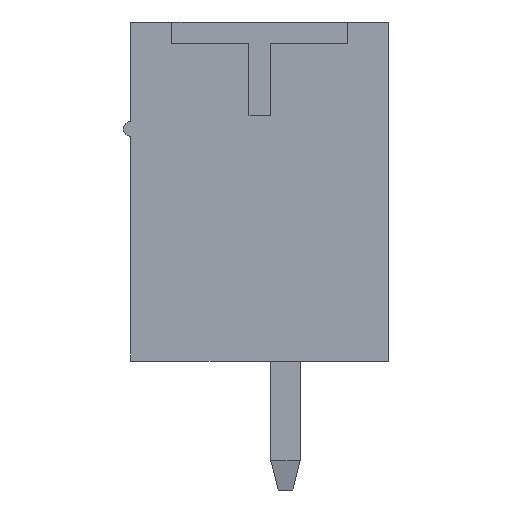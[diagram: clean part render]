
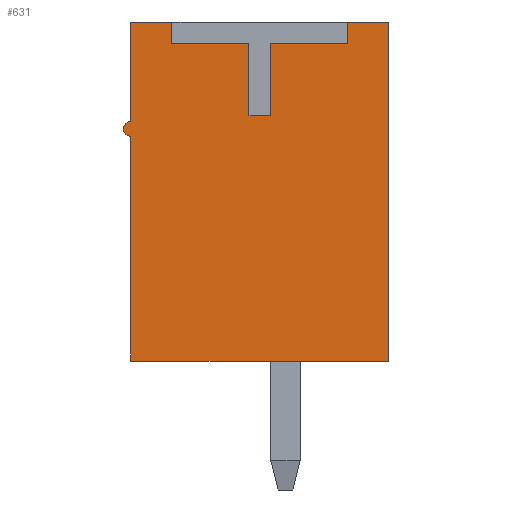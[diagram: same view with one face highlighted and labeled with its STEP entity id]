
A CAD part, left-side view. The second image highlights one B-rep face of the part: STEP entity #631.
In plain terms, the highlighted planar face has unit normal (-1, 0, 0).
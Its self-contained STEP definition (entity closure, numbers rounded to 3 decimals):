
#631 = ADVANCED_FACE( '', ( #1378 ), #1379, .F. );
#1378 = FACE_OUTER_BOUND( '', #2274, .T. );
#1379 = PLANE( '', #2275 );
#2274 = EDGE_LOOP( '', ( #3870, #3871, #3872, #3873, #3874, #3875, #3876, #3877, #3878, #3879, #3880, #3881, #3882, #3883 ) );
#2275 = AXIS2_PLACEMENT_3D( '', #3884, #3885, #3886 );
#3870 = ORIENTED_EDGE( '', *, *, #6101, .F. );
#3871 = ORIENTED_EDGE( '', *, *, #6102, .T. );
#3872 = ORIENTED_EDGE( '', *, *, #5864, .T. );
#3873 = ORIENTED_EDGE( '', *, *, #6103, .T. );
#3874 = ORIENTED_EDGE( '', *, *, #6104, .T. );
#3875 = ORIENTED_EDGE( '', *, *, #6054, .T. );
#3876 = ORIENTED_EDGE( '', *, *, #5962, .T. );
#3877 = ORIENTED_EDGE( '', *, *, #6105, .T. );
#3878 = ORIENTED_EDGE( '', *, *, #6106, .F. );
#3879 = ORIENTED_EDGE( '', *, *, #5870, .T. );
#3880 = ORIENTED_EDGE( '', *, *, #5663, .T. );
#3881 = ORIENTED_EDGE( '', *, *, #6011, .T. );
#3882 = ORIENTED_EDGE( '', *, *, #5523, .F. );
#3883 = ORIENTED_EDGE( '', *, *, #5929, .F. );
#3884 = CARTESIAN_POINT( '', ( -11.05, 0., 0. ) );
#3885 = DIRECTION( '', ( 1., 0., 0. ) );
#3886 = DIRECTION( '', ( 0., 0., -1. ) );
#5523 = EDGE_CURVE( '', #6609, #6610, #6611, .T. );
#5663 = EDGE_CURVE( '', #6867, #6865, #6868, .F. );
#5864 = EDGE_CURVE( '', #7209, #7210, #7211, .T. );
#5870 = EDGE_CURVE( '', #7218, #6867, #7220, .T. );
#5929 = EDGE_CURVE( '', #7310, #6609, #7312, .T. );
#5962 = EDGE_CURVE( '', #7364, #7365, #7366, .T. );
#6011 = EDGE_CURVE( '', #6865, #6610, #7435, .T. );
#6054 = EDGE_CURVE( '', #7498, #7364, #7499, .T. );
#6101 = EDGE_CURVE( '', #7564, #7310, #7565, .T. );
#6102 = EDGE_CURVE( '', #7564, #7209, #7566, .T. );
#6103 = EDGE_CURVE( '', #7210, #7567, #7568, .T. );
#6104 = EDGE_CURVE( '', #7567, #7498, #7569, .T. );
#6105 = EDGE_CURVE( '', #7365, #7570, #7571, .T. );
#6106 = EDGE_CURVE( '', #7218, #7570, #7572, .T. );
#6609 = VERTEX_POINT( '', #8218 );
#6610 = VERTEX_POINT( '', #8219 );
#6611 = LINE( '', #8220, #8221 );
#6865 = VERTEX_POINT( '', #8591 );
#6867 = VERTEX_POINT( '', #8594 );
#6868 = CIRCLE( '', #8595, 0.2 );
#7209 = VERTEX_POINT( '', #9093 );
#7210 = VERTEX_POINT( '', #9094 );
#7211 = LINE( '', #9095, #9096 );
#7218 = VERTEX_POINT( '', #9106 );
#7220 = LINE( '', #9109, #9110 );
#7310 = VERTEX_POINT( '', #9245 );
#7312 = LINE( '', #9248, #9249 );
#7364 = VERTEX_POINT( '', #9324 );
#7365 = VERTEX_POINT( '', #9325 );
#7366 = LINE( '', #9326, #9327 );
#7435 = LINE( '', #9430, #9431 );
#7498 = VERTEX_POINT( '', #9521 );
#7499 = LINE( '', #9522, #9523 );
#7564 = VERTEX_POINT( '', #9619 );
#7565 = LINE( '', #9620, #9621 );
#7566 = LINE( '', #9622, #9623 );
#7567 = VERTEX_POINT( '', #9624 );
#7568 = LINE( '', #9625, #9626 );
#7569 = LINE( '', #9627, #9628 );
#7570 = VERTEX_POINT( '', #9629 );
#7571 = LINE( '', #9630, #9631 );
#7572 = LINE( '', #9632, #9633 );
#8218 = CARTESIAN_POINT( '', ( -11.05, -3.6, -4.6 ) );
#8219 = CARTESIAN_POINT( '', ( -11.05, 3.4, -4.6 ) );
#8220 = CARTESIAN_POINT( '', ( -11.05, -3.6, -4.6 ) );
#8221 = VECTOR( '', #10517, 1000. );
#8591 = CARTESIAN_POINT( '', ( -11.05, 3.4, 1.5 ) );
#8594 = CARTESIAN_POINT( '', ( -11.05, 3.4, 1.9 ) );
#8595 = AXIS2_PLACEMENT_3D( '', #10650, #10651, #10652 );
#9093 = CARTESIAN_POINT( '', ( -11.05, -2.48, 4.02 ) );
#9094 = CARTESIAN_POINT( '', ( -11.05, -0.39, 4.02 ) );
#9095 = CARTESIAN_POINT( '', ( -11.05, -2.48, 4.02 ) );
#9096 = VECTOR( '', #10828, 1000. );
#9106 = CARTESIAN_POINT( '', ( -11.05, 3.4, 4.6 ) );
#9109 = CARTESIAN_POINT( '', ( -11.05, 3.4, 0. ) );
#9110 = VECTOR( '', #10833, 1000. );
#9245 = CARTESIAN_POINT( '', ( -11.05, -3.6, 4.6 ) );
#9248 = CARTESIAN_POINT( '', ( -11.05, -3.6, 4.6 ) );
#9249 = VECTOR( '', #10883, 1000. );
#9324 = CARTESIAN_POINT( '', ( -11.05, 0.19, 4.02 ) );
#9325 = CARTESIAN_POINT( '', ( -11.05, 2.28, 4.02 ) );
#9326 = CARTESIAN_POINT( '', ( -11.05, 0.19, 4.02 ) );
#9327 = VECTOR( '', #10910, 1000. );
#9430 = CARTESIAN_POINT( '', ( -11.05, 3.4, 0. ) );
#9431 = VECTOR( '', #10948, 1000. );
#9521 = CARTESIAN_POINT( '', ( -11.05, 0.19, 2.06 ) );
#9522 = CARTESIAN_POINT( '', ( -11.05, 0.19, 2.06 ) );
#9523 = VECTOR( '', #10985, 1000. );
#9619 = CARTESIAN_POINT( '', ( -11.05, -2.48, 4.6 ) );
#9620 = CARTESIAN_POINT( '', ( -11.05, 3.6, 4.6 ) );
#9621 = VECTOR( '', #11020, 1000. );
#9622 = CARTESIAN_POINT( '', ( -11.05, -2.48, 4.6 ) );
#9623 = VECTOR( '', #11021, 1000. );
#9624 = CARTESIAN_POINT( '', ( -11.05, -0.39, 2.06 ) );
#9625 = CARTESIAN_POINT( '', ( -11.05, -0.39, 4.02 ) );
#9626 = VECTOR( '', #11022, 1000. );
#9627 = CARTESIAN_POINT( '', ( -11.05, -0.39, 2.06 ) );
#9628 = VECTOR( '', #11023, 1000. );
#9629 = CARTESIAN_POINT( '', ( -11.05, 2.28, 4.6 ) );
#9630 = CARTESIAN_POINT( '', ( -11.05, 2.28, 4.02 ) );
#9631 = VECTOR( '', #11024, 1000. );
#9632 = CARTESIAN_POINT( '', ( -11.05, 3.6, 4.6 ) );
#9633 = VECTOR( '', #11025, 1000. );
#10517 = DIRECTION( '', ( 0., 1., 0. ) );
#10650 = CARTESIAN_POINT( '', ( -11.05, 3.4, 1.7 ) );
#10651 = DIRECTION( '', ( 1., 0., 0. ) );
#10652 = DIRECTION( '', ( 0., 0., -1. ) );
#10828 = DIRECTION( '', ( 0., 1., 0. ) );
#10833 = DIRECTION( '', ( 0., 0., -1. ) );
#10883 = DIRECTION( '', ( 0., 0., -1. ) );
#10910 = DIRECTION( '', ( 0., 1., 0. ) );
#10948 = DIRECTION( '', ( 0., 0., -1. ) );
#10985 = DIRECTION( '', ( 0., 0., 1. ) );
#11020 = DIRECTION( '', ( 0., -1., 0. ) );
#11021 = DIRECTION( '', ( 0., 0., -1. ) );
#11022 = DIRECTION( '', ( 0., 0., -1. ) );
#11023 = DIRECTION( '', ( 0., 1., 0. ) );
#11024 = DIRECTION( '', ( 0., 0., 1. ) );
#11025 = DIRECTION( '', ( 0., -1., 0. ) );
